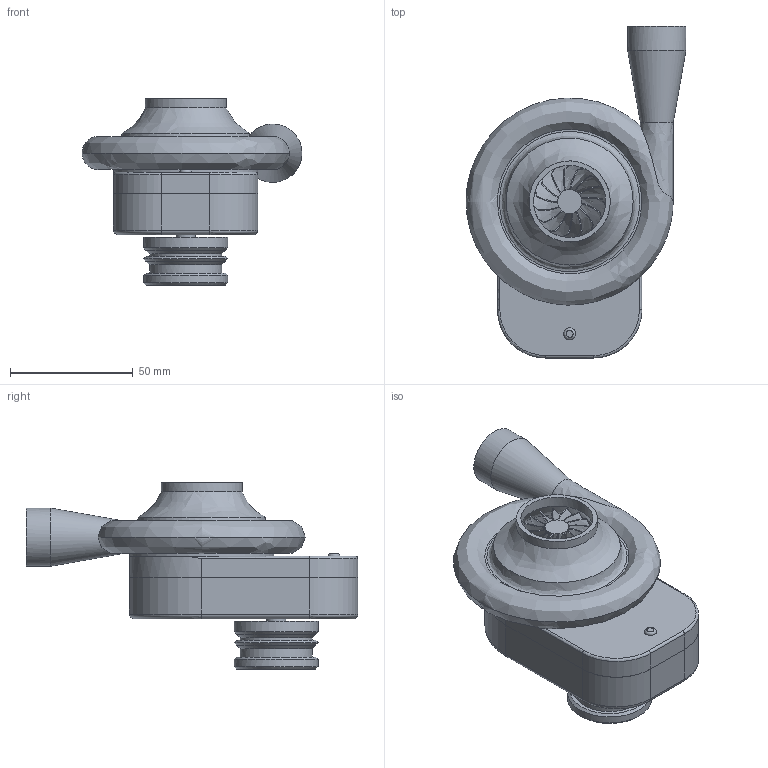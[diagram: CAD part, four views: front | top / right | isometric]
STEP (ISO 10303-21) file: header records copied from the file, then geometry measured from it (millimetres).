
FILE_DESCRIPTION(('FreeCAD Model'),'2;1');
FILE_NAME('Open CASCADE Shape Model','2025-05-04T10:18:59',('FreeCAD'),( 'FreeCAD'),'Open CASCADE STEP processor 7.6','FreeCAD','Unknown');
FILE_SCHEMA(('AUTOMOTIVE_DESIGN { 1 0 10303 214 1 1 1 1 }'));
Products named in the file (1): Open CASCADE STEP translator 7.6 1
Bounding box: 89.73 x 135.4 x 75.98 mm (x, y, z)
Volume: 163648 mm3; surface area: 102157 mm2
Topology: 66 solids, 66 shells, 1242 faces, 3190 edges, 2130 vertices
Faces by surface type: bspline 1242
Entity records: 44710 total; most frequent: CARTESIAN_POINT 26603, ORIENTED_EDGE 6212, EDGE_CURVE 3106, VERTEX_POINT 2102, B_SPLINE_CURVE_WITH_KNOTS 1632, FACE_BOUND 1502, EDGE_LOOP 1474, ADVANCED_FACE 1242
